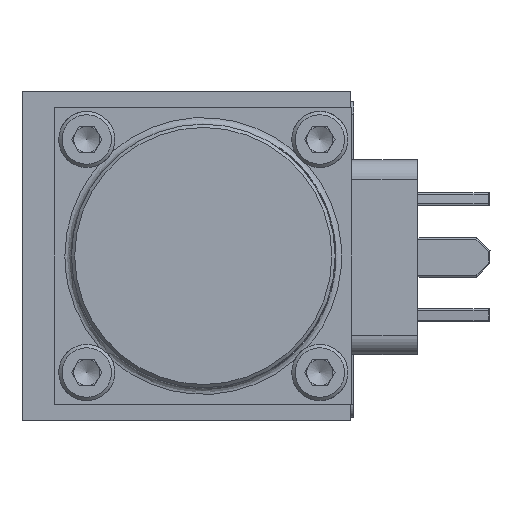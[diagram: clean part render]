
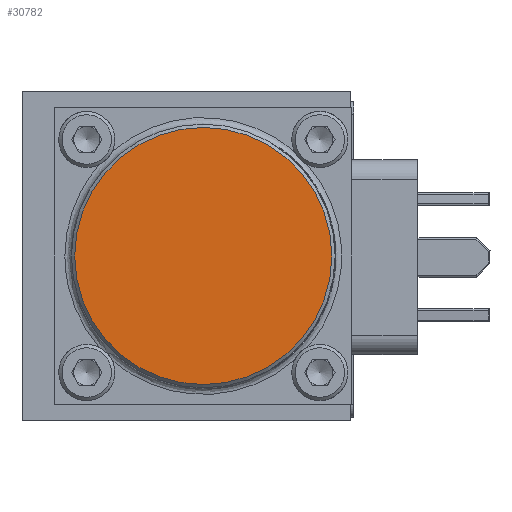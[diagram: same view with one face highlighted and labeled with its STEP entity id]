
A CAD part, left-side view. The second image highlights one B-rep face of the part: STEP entity #30782.
In plain terms, the highlighted planar face has unit normal (-1, 0, 0).
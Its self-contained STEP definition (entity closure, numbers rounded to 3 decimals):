
#4572 = EDGE_LOOP ( 'NONE', ( #35308 ) ) ;
#5150 = PLANE ( 'NONE',  #40571 ) ;
#6683 = AXIS2_PLACEMENT_3D ( 'NONE', #30180, #42722, #39418 ) ;
#10550 = CARTESIAN_POINT ( 'NONE',  ( -69., 22.35, -25. ) ) ;
#19810 = DIRECTION ( 'NONE',  ( 0., -1., 0. ) ) ;
#30180 = CARTESIAN_POINT ( 'NONE',  ( -69., 22.35, -25. ) ) ;
#30782 = ADVANCED_FACE ( 'NONE', ( #46605 ), #5150, .T. ) ;
#31134 = CARTESIAN_POINT ( 'NONE',  ( -69., 22.35, -44.5 ) ) ;
#31958 = CIRCLE ( 'NONE', #6683, 19.5 ) ;
#32291 = EDGE_CURVE ( 'NONE', #43156, #43156, #31958, .T. ) ;
#35308 = ORIENTED_EDGE ( 'NONE', *, *, #32291, .F. ) ;
#39418 = DIRECTION ( 'NONE',  ( 0., 0., -1. ) ) ;
#39750 = DIRECTION ( 'NONE',  ( -1., 0., 0. ) ) ;
#40571 = AXIS2_PLACEMENT_3D ( 'NONE', #10550, #39750, #19810 ) ;
#42722 = DIRECTION ( 'NONE',  ( 1., 0., 0. ) ) ;
#43156 = VERTEX_POINT ( 'NONE', #31134 ) ;
#46605 = FACE_OUTER_BOUND ( 'NONE', #4572, .T. ) ;
